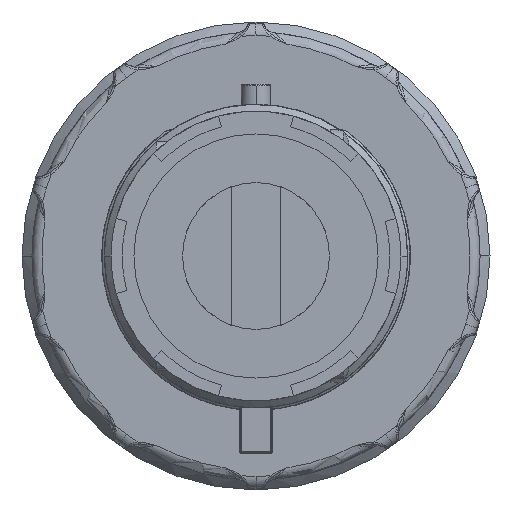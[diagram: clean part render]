
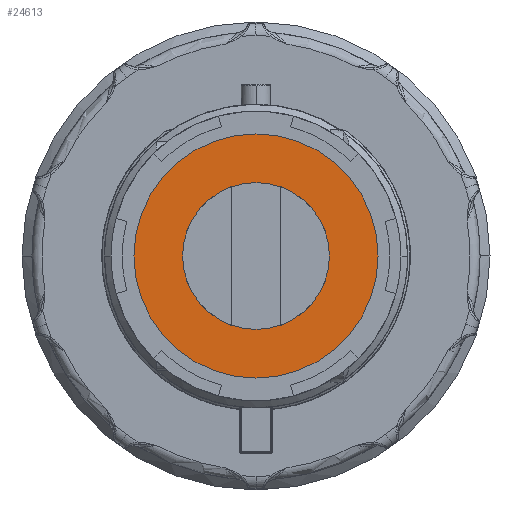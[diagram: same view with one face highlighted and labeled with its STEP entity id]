
A CAD part, front view. The second image highlights one B-rep face of the part: STEP entity #24613.
In plain terms, the highlighted planar face has unit normal (0, -1, 0).
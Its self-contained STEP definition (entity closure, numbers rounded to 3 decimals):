
#326 = VERTEX_POINT ( 'NONE', #10665 ) ;
#994 = CIRCLE ( 'NONE', #7648, 24.52 ) ;
#1118 = EDGE_LOOP ( 'NONE', ( #36602, #14566 ) ) ;
#1900 = PLANE ( 'NONE',  #4177 ) ;
#4177 = AXIS2_PLACEMENT_3D ( 'NONE', #21941, #10055, #35807 ) ;
#7165 = ORIENTED_EDGE ( 'NONE', *, *, #8765, .T. ) ;
#7648 = AXIS2_PLACEMENT_3D ( 'NONE', #32255, #26759, #23157 ) ;
#8765 = EDGE_CURVE ( 'NONE', #9515, #19882, #994, .T. ) ;
#9515 = VERTEX_POINT ( 'NONE', #23853 ) ;
#9708 = AXIS2_PLACEMENT_3D ( 'NONE', #27990, #24779, #33887 ) ;
#10055 = DIRECTION ( 'NONE',  ( 0., 1., 0. ) ) ;
#10274 = CIRCLE ( 'NONE', #12086, 24.52 ) ;
#10665 = CARTESIAN_POINT ( 'NONE',  ( 14.75, -195.73, 0. ) ) ;
#11518 = CIRCLE ( 'NONE', #9708, 14.75 ) ;
#11997 = AXIS2_PLACEMENT_3D ( 'NONE', #20791, #29526, #15138 ) ;
#12086 = AXIS2_PLACEMENT_3D ( 'NONE', #21576, #26889, #30289 ) ;
#13974 = CARTESIAN_POINT ( 'NONE',  ( -14.75, -195.73, 0. ) ) ;
#14470 = EDGE_CURVE ( 'NONE', #326, #34058, #11518, .T. ) ;
#14566 = ORIENTED_EDGE ( 'NONE', *, *, #25636, .F. ) ;
#15138 = DIRECTION ( 'NONE',  ( 1., 0., 0. ) ) ;
#16250 = FACE_BOUND ( 'NONE', #1118, .T. ) ;
#18719 = FACE_OUTER_BOUND ( 'NONE', #34141, .T. ) ;
#19882 = VERTEX_POINT ( 'NONE', #28814 ) ;
#20791 = CARTESIAN_POINT ( 'NONE',  ( 0., -195.73, 0. ) ) ;
#21576 = CARTESIAN_POINT ( 'NONE',  ( 0., -195.73, 0. ) ) ;
#21941 = CARTESIAN_POINT ( 'NONE',  ( 0., -195.73, -11.972 ) ) ;
#23157 = DIRECTION ( 'NONE',  ( -1., 0., 0. ) ) ;
#23853 = CARTESIAN_POINT ( 'NONE',  ( -24.52, -195.73, 0. ) ) ;
#24613 = ADVANCED_FACE ( 'NONE', ( #16250, #18719 ), #1900, .F. ) ;
#24779 = DIRECTION ( 'NONE',  ( 0., -1., 0. ) ) ;
#25636 = EDGE_CURVE ( 'NONE', #34058, #326, #35653, .T. ) ;
#26759 = DIRECTION ( 'NONE',  ( 0., -1., 0. ) ) ;
#26889 = DIRECTION ( 'NONE',  ( 0., -1., 0. ) ) ;
#27990 = CARTESIAN_POINT ( 'NONE',  ( 0., -195.73, 0. ) ) ;
#28149 = EDGE_CURVE ( 'NONE', #19882, #9515, #10274, .T. ) ;
#28814 = CARTESIAN_POINT ( 'NONE',  ( 24.52, -195.73, 0. ) ) ;
#29526 = DIRECTION ( 'NONE',  ( 0., -1., 0. ) ) ;
#30289 = DIRECTION ( 'NONE',  ( -1., 0., 0. ) ) ;
#32255 = CARTESIAN_POINT ( 'NONE',  ( 0., -195.73, 0. ) ) ;
#32332 = ORIENTED_EDGE ( 'NONE', *, *, #28149, .T. ) ;
#33887 = DIRECTION ( 'NONE',  ( 1., 0., 0. ) ) ;
#34058 = VERTEX_POINT ( 'NONE', #13974 ) ;
#34141 = EDGE_LOOP ( 'NONE', ( #32332, #7165 ) ) ;
#35653 = CIRCLE ( 'NONE', #11997, 14.75 ) ;
#35807 = DIRECTION ( 'NONE',  ( 1., 0., 0. ) ) ;
#36602 = ORIENTED_EDGE ( 'NONE', *, *, #14470, .F. ) ;
